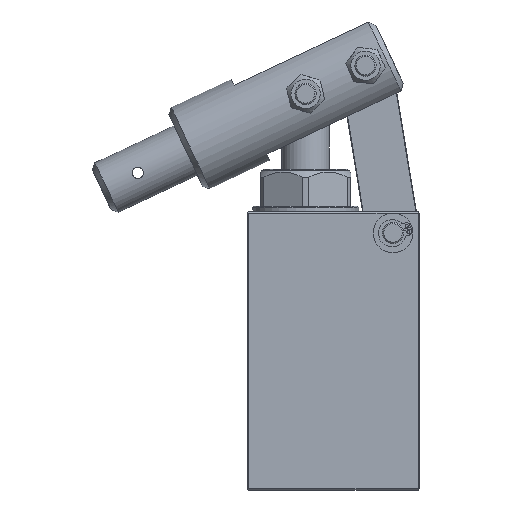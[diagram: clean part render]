
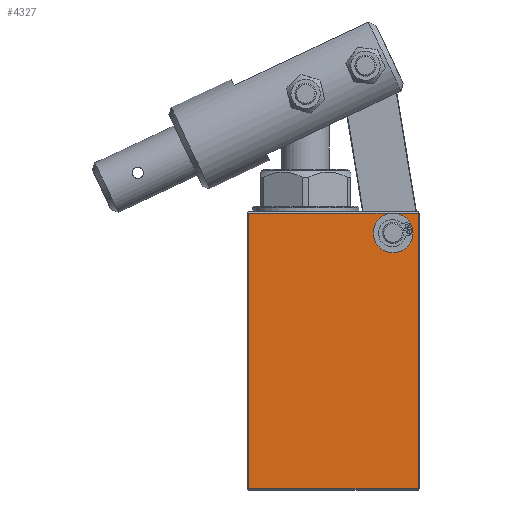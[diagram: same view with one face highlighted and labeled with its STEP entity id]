
A CAD part, left-side view. The second image highlights one B-rep face of the part: STEP entity #4327.
In plain terms, the highlighted planar face has unit normal (-1, 0, 0).
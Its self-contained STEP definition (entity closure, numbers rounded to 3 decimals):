
#4260=CARTESIAN_POINT('',(-32.5,-22.5,104.5));
#4261=VERTEX_POINT('',#4260);
#4262=CARTESIAN_POINT('',(-32.5,-22.5,97.0));
#4263=DIRECTION('',(1.0,0.0,0.0));
#4264=DIRECTION('',(0.0,0.0,-1.0));
#4265=AXIS2_PLACEMENT_3D('',#4262,#4263,#4264);
#4266=CIRCLE('',#4265,7.5);
#4267=EDGE_CURVE('',#4261,#4261,#4266,.T.);
#4281=CARTESIAN_POINT('',(-32.5,-32.5,0.0));
#4282=DIRECTION('',(-1.0,0.0,0.0));
#4283=DIRECTION('',(0.0,0.0,1.0));
#4284=AXIS2_PLACEMENT_3D('',#4281,#4282,#4283);
#4285=PLANE('',#4284);
#4286=CARTESIAN_POINT('',(-32.5,-32.,0.5));
#4287=VERTEX_POINT('',#4286);
#4288=CARTESIAN_POINT('',(-32.5,32.,0.5));
#4289=VERTEX_POINT('',#4288);
#4290=CARTESIAN_POINT('',(-32.5,-32.,0.5));
#4291=DIRECTION('',(0.0,1.0,0.0));
#4292=VECTOR('',#4291,64.0);
#4293=LINE('',#4290,#4292);
#4294=EDGE_CURVE('',#4287,#4289,#4293,.T.);
#4295=ORIENTED_EDGE('',*,*,#4294,.F.);
#4296=CARTESIAN_POINT('',(-32.5,-32.,104.5));
#4297=VERTEX_POINT('',#4296);
#4298=CARTESIAN_POINT('',(-32.5,-32.,104.5));
#4299=DIRECTION('',(0.0,0.0,-1.0));
#4300=VECTOR('',#4299,104.0);
#4301=LINE('',#4298,#4300);
#4302=EDGE_CURVE('',#4297,#4287,#4301,.T.);
#4303=ORIENTED_EDGE('',*,*,#4302,.F.);
#4304=CARTESIAN_POINT('',(-32.5,-22.5,104.5));
#4305=DIRECTION('',(0.0,-1.0,0.0));
#4306=VECTOR('',#4305,9.5);
#4307=LINE('',#4304,#4306);
#4308=EDGE_CURVE('',#4261,#4297,#4307,.T.);
#4309=ORIENTED_EDGE('',*,*,#4308,.F.);
#4310=ORIENTED_EDGE('',*,*,#4267,.T.);
#4311=CARTESIAN_POINT('',(-32.5,32.,104.5));
#4312=VERTEX_POINT('',#4311);
#4313=CARTESIAN_POINT('',(-32.5,32.0,104.5));
#4314=DIRECTION('',(0.0,-1.0,0.0));
#4315=VECTOR('',#4314,54.5);
#4316=LINE('',#4313,#4315);
#4317=EDGE_CURVE('',#4312,#4261,#4316,.T.);
#4318=ORIENTED_EDGE('',*,*,#4317,.F.);
#4319=CARTESIAN_POINT('',(-32.5,32.,0.5));
#4320=DIRECTION('',(0.0,0.0,1.0));
#4321=VECTOR('',#4320,104.0);
#4322=LINE('',#4319,#4321);
#4323=EDGE_CURVE('',#4289,#4312,#4322,.T.);
#4324=ORIENTED_EDGE('',*,*,#4323,.F.);
#4325=EDGE_LOOP('',(#4295,#4303,#4309,#4310,#4318,#4324));
#4326=FACE_OUTER_BOUND('',#4325,.T.);
#4327=ADVANCED_FACE('',(#4326),#4285,.T.);
